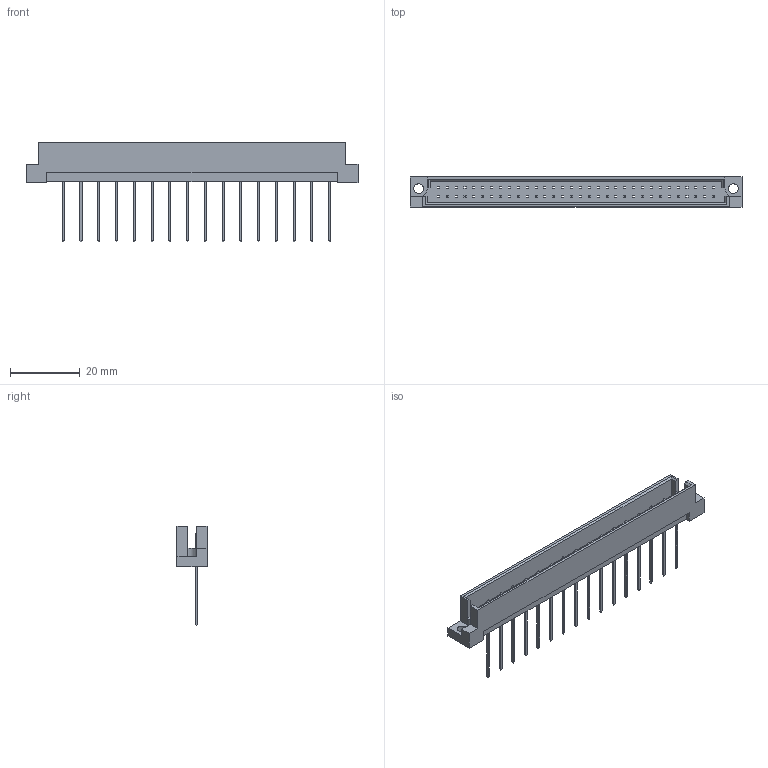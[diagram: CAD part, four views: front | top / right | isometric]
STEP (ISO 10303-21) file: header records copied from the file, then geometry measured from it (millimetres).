
FILE_DESCRIPTION (( 'STEP AP203' ), '1' );
FILE_NAME ('461-116-341-121.STEP', '2019-11-11T13:22:42', ( '' ), ( '' ), 'SwSTEP 2.0', 'SolidWorks 2020', '' );
FILE_SCHEMA (( 'CONFIG_CONTROL_DESIGN' ));
Length unit declared in the file: millimetre
Products named in the file (3): 461-116-341-121; 461-290_41; 461 Part_64
Assembly tree (17 placements, depth 2):
  461-116-341-121
    461 Part_64
    461-290_41  x16
Bounding box: 95 x 8.6 x 28.6 mm (x, y, z)
Volume: 4784.6 mm3; surface area: 6616 mm2
Topology: 17 solids, 17 shells, 529 faces, 1345 edges, 850 vertices
Faces by surface type: plane 522, cylinder 7
Entity records: 11322 total; most frequent: CARTESIAN_POINT 1874, ORIENTED_EDGE 1850, DIRECTION 1617, EDGE_CURVE 925, LINE 911, VECTOR 911, VERTEX_POINT 610, EDGE_LOOP 451
